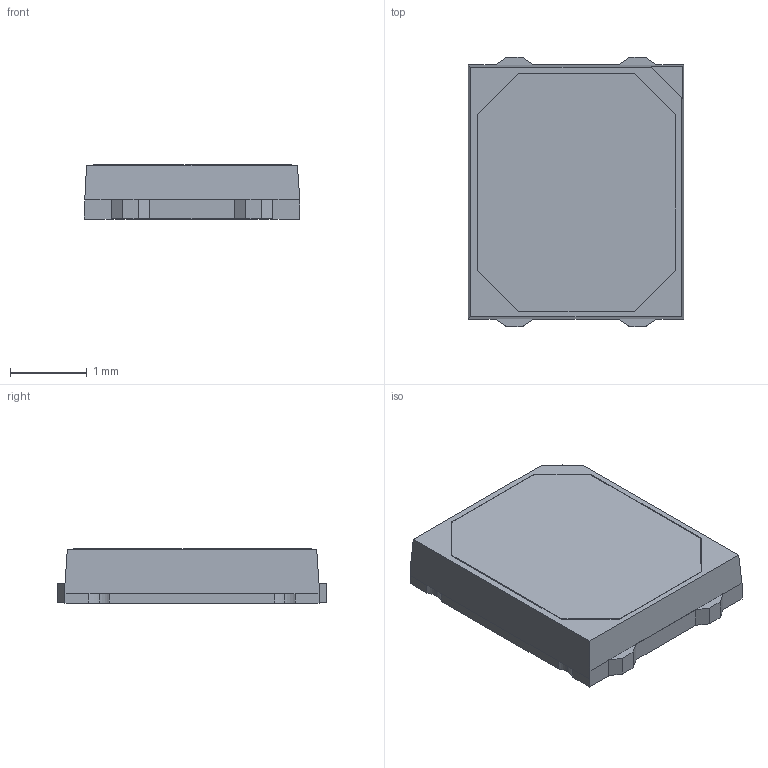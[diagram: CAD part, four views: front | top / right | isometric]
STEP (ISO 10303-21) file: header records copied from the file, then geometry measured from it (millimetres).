
FILE_DESCRIPTION(('FreeCAD Model'),'2;1');
FILE_NAME('Open CASCADE Shape Model','2024-01-09T15:55:10',('Author'),( ''),'Open CASCADE STEP processor 7.6','FreeCAD','Unknown');
FILE_SCHEMA(('AUTOMOTIVE_DESIGN { 1 0 10303 214 1 1 1 1 }'));
Length unit declared in the file: millimetre
Products named in the file (7): 2835PCT 3D Model origin corrected; 2835PCT 3D Model.STEP; _____.STEP002; _____.STEP; _____.STEP001; _____-0.STEP; ____.STEP
Assembly tree (6 placements, depth 4):
  2835PCT 3D Model origin corrected
    2835PCT 3D Model.STEP
      _____.STEP002
        _____.STEP
        _____.STEP001
      _____-0.STEP
      ____.STEP
Bounding box: 2.8 x 3.5 x 0.71 mm (x, y, z)
Volume: 6.3 mm3; surface area: 56.1 mm2
Topology: 4 solids, 4 shells, 175 faces, 486 edges, 318 vertices
Faces by surface type: plane 129, cylinder 46
Entity records: 5720 total; most frequent: CARTESIAN_POINT 986, ORIENTED_EDGE 972, DIRECTION 942, EDGE_CURVE 486, LINE 394, VECTOR 394, VERTEX_POINT 318, AXIS2_PLACEMENT_3D 274
